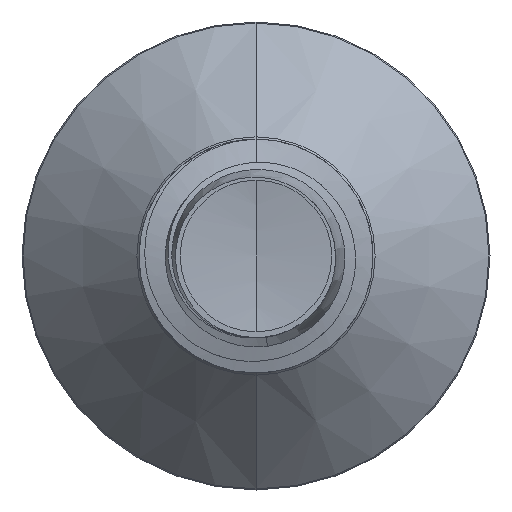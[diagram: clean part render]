
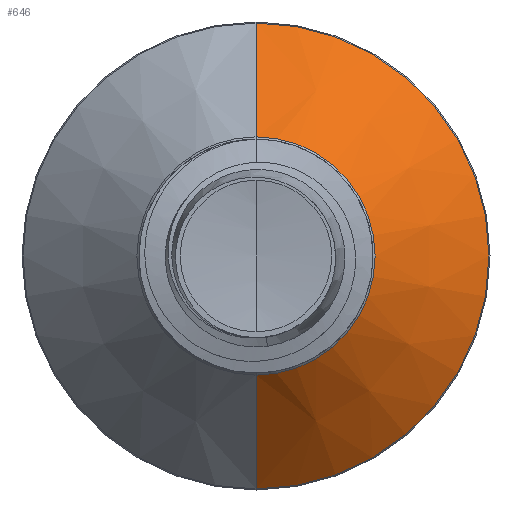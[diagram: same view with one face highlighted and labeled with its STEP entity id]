
A CAD part, front view. The second image highlights one B-rep face of the part: STEP entity #646.
In plain terms, the highlighted conical face has half-angle 45 degrees and reference radius 1.782 mm.
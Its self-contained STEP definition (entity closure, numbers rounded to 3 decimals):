
#118 = DIRECTION ( 'NONE',  ( 0., 0.707, -0.707 ) ) ;
#646 = ADVANCED_FACE ( 'NONE', ( #6295 ), #8584, .T. ) ;
#1131 = CARTESIAN_POINT ( 'NONE',  ( 0., 5.335, -3.485 ) ) ;
#1166 = DIRECTION ( 'NONE',  ( 0., 0.707, 0.707 ) ) ;
#1379 = CARTESIAN_POINT ( 'NONE',  ( 0., 3.632, 0. ) ) ;
#1700 = EDGE_CURVE ( 'NONE', #11801, #14343, #5036, .T. ) ;
#1886 = ORIENTED_EDGE ( 'NONE', *, *, #7950, .F. ) ;
#3128 = VECTOR ( 'NONE', #1166, 1000. ) ;
#3684 = CARTESIAN_POINT ( 'NONE',  ( 0., 3.632, 1.782 ) ) ;
#3833 = EDGE_CURVE ( 'NONE', #14559, #9257, #9689, .T. ) ;
#4319 = CARTESIAN_POINT ( 'NONE',  ( 0., 3.632, 0. ) ) ;
#5026 = CARTESIAN_POINT ( 'NONE',  ( 0., 5.335, 0. ) ) ;
#5036 = CIRCLE ( 'NONE', #9049, 1.782 ) ;
#5059 = CARTESIAN_POINT ( 'NONE',  ( 0., 5.335, 3.485 ) ) ;
#5146 = ORIENTED_EDGE ( 'NONE', *, *, #3833, .F. ) ;
#5473 = DIRECTION ( 'NONE',  ( 0., 0., 1. ) ) ;
#6167 = DIRECTION ( 'NONE',  ( 0., 0., 1. ) ) ;
#6240 = LINE ( 'NONE', #3684, #3128 ) ;
#6295 = FACE_OUTER_BOUND ( 'NONE', #6706, .T. ) ;
#6370 = AXIS2_PLACEMENT_3D ( 'NONE', #5026, #13002, #6167 ) ;
#6371 = CARTESIAN_POINT ( 'NONE',  ( 0., 3.632, -1.782 ) ) ;
#6706 = EDGE_LOOP ( 'NONE', ( #11228, #8161, #5146, #1886 ) ) ;
#7628 = LINE ( 'NONE', #6371, #11058 ) ;
#7950 = EDGE_CURVE ( 'NONE', #11801, #14559, #6240, .T. ) ;
#8161 = ORIENTED_EDGE ( 'NONE', *, *, #9617, .T. ) ;
#8584 = CONICAL_SURFACE ( 'NONE', #8835, 1.782, 0.785 ) ;
#8835 = AXIS2_PLACEMENT_3D ( 'NONE', #1379, #11756, #10762 ) ;
#9049 = AXIS2_PLACEMENT_3D ( 'NONE', #4319, #12323, #5473 ) ;
#9257 = VERTEX_POINT ( 'NONE', #1131 ) ;
#9617 = EDGE_CURVE ( 'NONE', #14343, #9257, #7628, .T. ) ;
#9689 = CIRCLE ( 'NONE', #6370, 3.485 ) ;
#10762 = DIRECTION ( 'NONE',  ( 0., 0., 1. ) ) ;
#11058 = VECTOR ( 'NONE', #118, 1000. ) ;
#11228 = ORIENTED_EDGE ( 'NONE', *, *, #1700, .T. ) ;
#11756 = DIRECTION ( 'NONE',  ( 0., 1., 0. ) ) ;
#11801 = VERTEX_POINT ( 'NONE', #14565 ) ;
#12323 = DIRECTION ( 'NONE',  ( 0., 1., 0. ) ) ;
#13002 = DIRECTION ( 'NONE',  ( 0., 1., 0. ) ) ;
#14343 = VERTEX_POINT ( 'NONE', #15065 ) ;
#14559 = VERTEX_POINT ( 'NONE', #5059 ) ;
#14565 = CARTESIAN_POINT ( 'NONE',  ( 0., 3.632, 1.782 ) ) ;
#15065 = CARTESIAN_POINT ( 'NONE',  ( 0., 3.632, -1.782 ) ) ;
